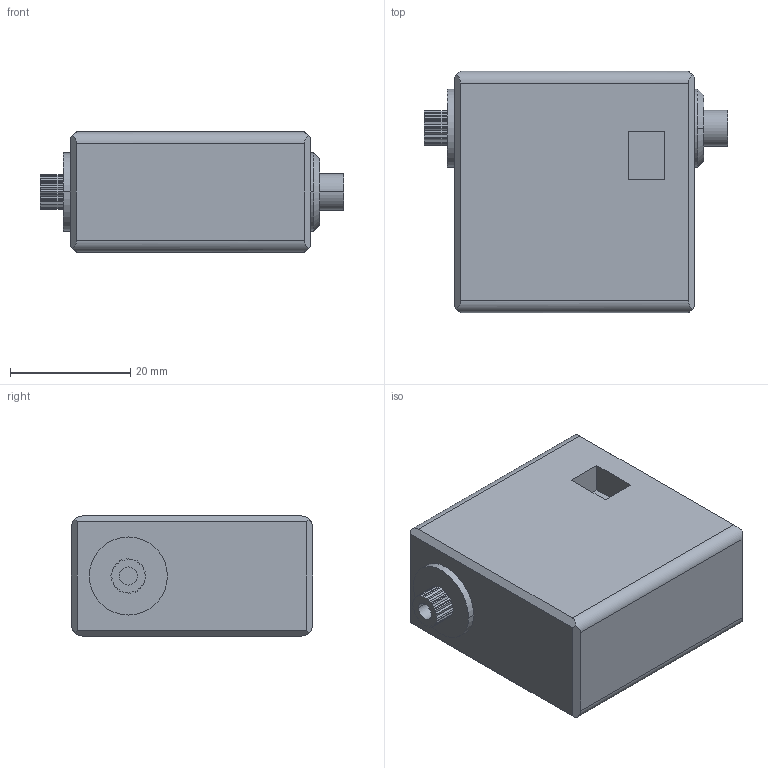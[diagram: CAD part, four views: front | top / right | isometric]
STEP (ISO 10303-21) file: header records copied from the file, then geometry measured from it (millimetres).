
FILE_DESCRIPTION (( 'STEP AP203' ), '1' );
FILE_NAME ('servoscs15.STEP', '2024-05-20T15:44:58', ( '' ), ( '' ), 'SwSTEP 2.0', 'SolidWorks 2020', '' );
FILE_SCHEMA (( 'CONFIG_CONTROL_DESIGN' ));
Length unit declared in the file: millimetre
Products named in the file (1): servoscs15
Bounding box: 50.5 x 40.2 x 20 mm (x, y, z)
Volume: 31922.1 mm3; surface area: 6733.7 mm2
Topology: 1 solids, 1 shells, 106 faces, 288 edges, 192 vertices
Faces by surface type: plane 90, cylinder 14, cone 2
Entity records: 3373 total; most frequent: CARTESIAN_POINT 635, ORIENTED_EDGE 576, DIRECTION 510, EDGE_CURVE 288, LINE 248, VECTOR 248, VERTEX_POINT 192, AXIS2_PLACEMENT_3D 131
